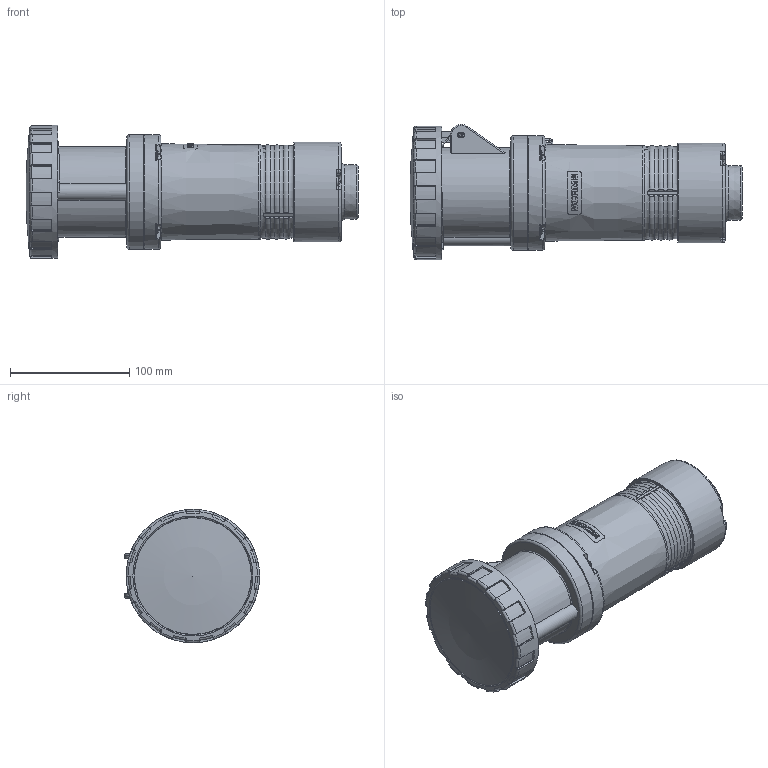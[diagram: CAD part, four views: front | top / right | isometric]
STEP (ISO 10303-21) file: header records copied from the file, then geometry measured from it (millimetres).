
FILE_DESCRIPTION(/* description */ (''),/* implementation_level */ '2;1');
FILE_NAME(/* name */ '4003608.stp',/* time_stamp */ '2019-03-01T11:26:40+01:00',/* author */ (''),/* organization */ (''),/* preprocessor_version */ 'ST-DEVELOPER v16.7',/* originating_system */ 'SIEMENS PLM Software NX 12.0',/* authorisation */ '');
FILE_SCHEMA (('AUTOMOTIVE_DESIGN { 1 0 10303 214 3 1 1 1 }'));
Length unit declared in the file: millimetre
Products named in the file (1): bsom23CC53FBp2ld
Bounding box: 278.75 x 113.48 x 111.95 mm (x, y, z)
Volume: 259665.1 mm3; surface area: 314447.8 mm2
Topology: 16 solids, 17 shells, 2379 faces, 6304 edges, 4041 vertices
Faces by surface type: plane 957, cylinder 519, torus 399, cone 201, bspline 172, extrusion 82, sphere 49
Full cylindrical faces by diameter (mm): 1.1 x4, 2.5 x4, 2.6 x4, 2.8 x4, 3 x14, 3.5 x4, 4 x12, 4.2 x5, 4.4 x1, 4.5 x2, 4.642 x1, 4.8 x3, 5 x1, 5.6 x3, 6 x1, 7 x4, 7.8 x3, 8 x4, 9.5 x2, 10 x3, 12 x3, 14 x2, 17.2 x1, 21.08 x1, 21.12 x1, 25.08 x1, 25.12 x1, 29.08 x1, 29.12 x1, 32.98 x1
Entity records: 92541 total; most frequent: CARTESIAN_POINT 37461, ORIENTED_EDGE 11770, DIRECTION 10483, EDGE_CURVE 5885, AXIS2_PLACEMENT_3D 4181, VERTEX_POINT 3951, EDGE_LOOP 2848, ADVANCED_FACE 2379
